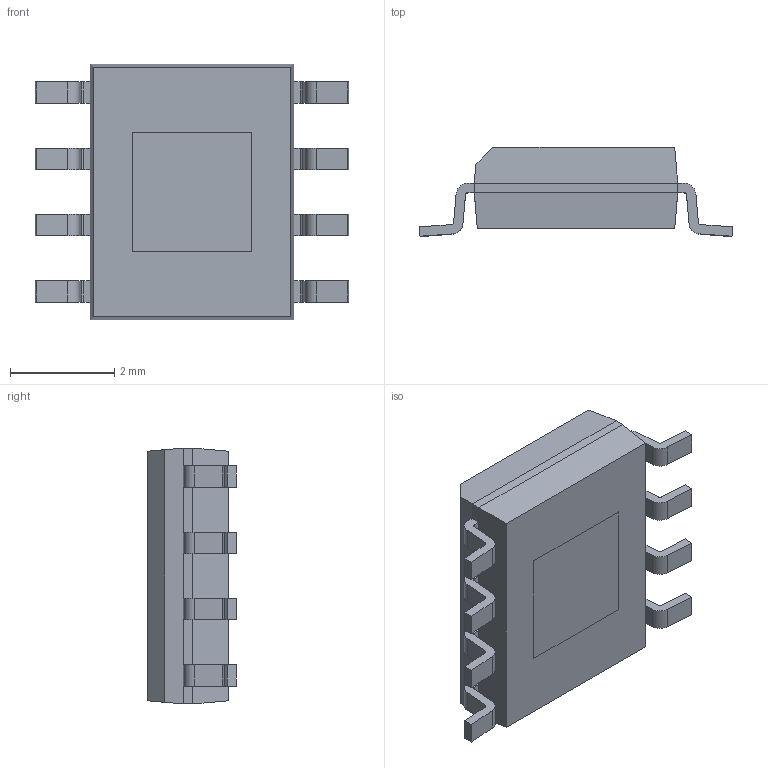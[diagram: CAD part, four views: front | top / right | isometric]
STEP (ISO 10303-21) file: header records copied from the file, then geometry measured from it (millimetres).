
FILE_DESCRIPTION (( 'STEP AP214' ), '1' );
FILE_NAME ('LMR36520FADDAR.STEP', '2023-10-01T20:36:48', ( '' ), ( '' ), 'SwSTEP 2.0', 'SolidWorks 2021', '' );
FILE_SCHEMA (( 'AUTOMOTIVE_DESIGN' ));
Length unit declared in the file: millimetre
Products named in the file (1): LMR36520FADDAR
Bounding box: 6 x 1.7 x 4.9 mm (x, y, z)
Volume: 29.7 mm3; surface area: 92.2 mm2
Topology: 11 solids, 11 shells, 145 faces, 355 edges, 234 vertices
Faces by surface type: plane 109, cylinder 36
Entity records: 4361 total; most frequent: CARTESIAN_POINT 735, DIRECTION 719, ORIENTED_EDGE 710, EDGE_CURVE 355, VECTOR 283, LINE 283, VERTEX_POINT 234, AXIS2_PLACEMENT_3D 218
